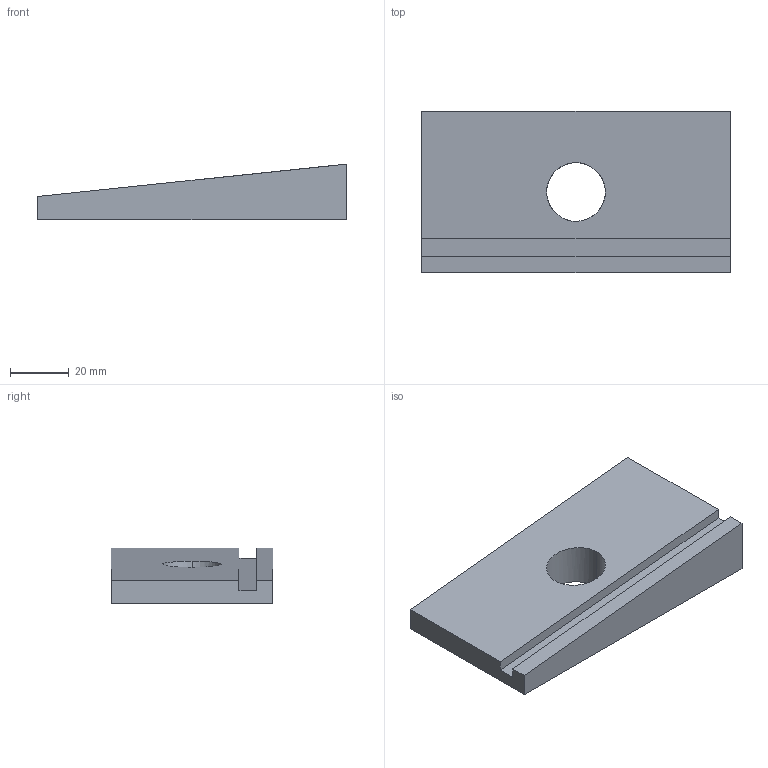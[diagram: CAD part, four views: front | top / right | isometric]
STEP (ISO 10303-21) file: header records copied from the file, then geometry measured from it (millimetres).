
FILE_DESCRIPTION(('CATIA V5 STEP Exchange'),'2;1');
FILE_NAME('cale inferieure.stp','2021-11-23T18:04:52+00:00',('none'),('none'),'CATIA Version 5 Release 17 (IN-10)','CATIA V5 STEP AP203','none');
FILE_SCHEMA(('CONFIG_CONTROL_DESIGN'));
Length unit declared in the file: millimetre
Products named in the file (1): cale inferieure
Bounding box: 105 x 55 x 19 mm (x, y, z)
Volume: 71406.1 mm3; surface area: 16809.9 mm2
Topology: 1 solids, 1 shells, 12 faces, 30 edges, 20 vertices
Faces by surface type: plane 10, cylinder 2
Entity records: 432 total; most frequent: CARTESIAN_POINT 107, ORIENTED_EDGE 60, DIRECTION 48, EDGE_CURVE 30, VECTOR 26, LINE 26, VERTEX_POINT 20, EDGE_LOOP 14
